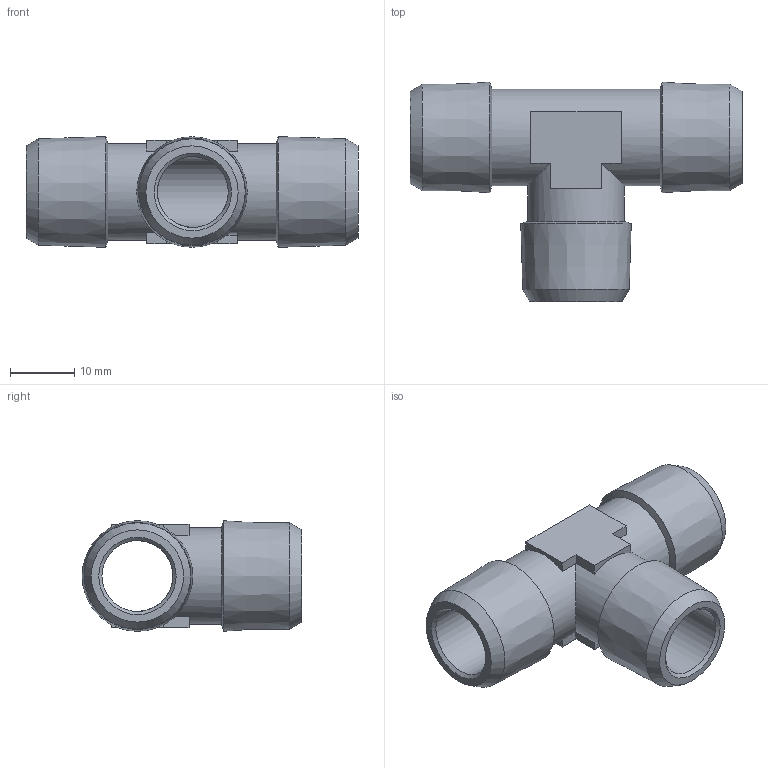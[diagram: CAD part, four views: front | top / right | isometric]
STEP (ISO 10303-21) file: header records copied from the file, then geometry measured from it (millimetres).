
FILE_DESCRIPTION (( 'STEP AP214' ), '1' );
FILE_NAME ('0401000010400A.STEP', '2013-08-07T15:21:53', ( 'ST01' ), ( '' ), 'SwSTEP 2.0', 'SolidWorks 2012', '' );
FILE_SCHEMA (( 'AUTOMOTIVE_DESIGN' ));
Length unit declared in the file: millimetre
Products named in the file (1): 0401000010400A
Bounding box: 51.5 x 34.08 x 17.16 mm (x, y, z)
Volume: 7339.3 mm3; surface area: 6243.1 mm2
Topology: 1 solids, 1 shells, 38 faces, 99 edges, 62 vertices
Faces by surface type: plane 21, cone 12, cylinder 5
Full cylindrical faces by diameter (mm): 11 x2, 15 x2
Entity records: 1043 total; most frequent: CARTESIAN_POINT 183, DIRECTION 173, ORIENTED_EDGE 148, EDGE_CURVE 74, AXIS2_PLACEMENT_3D 65, EDGE_LOOP 59, VERTEX_POINT 55, VECTOR 43
